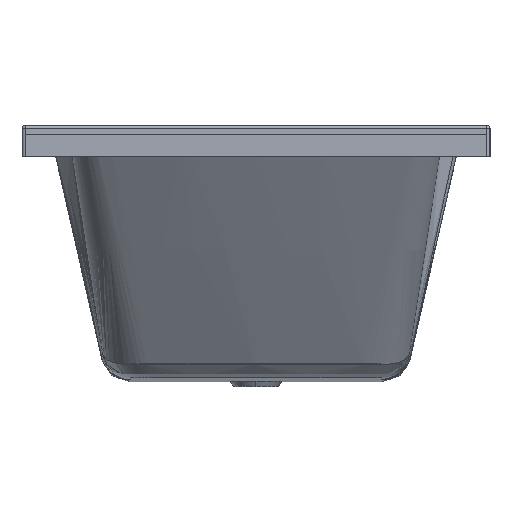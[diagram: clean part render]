
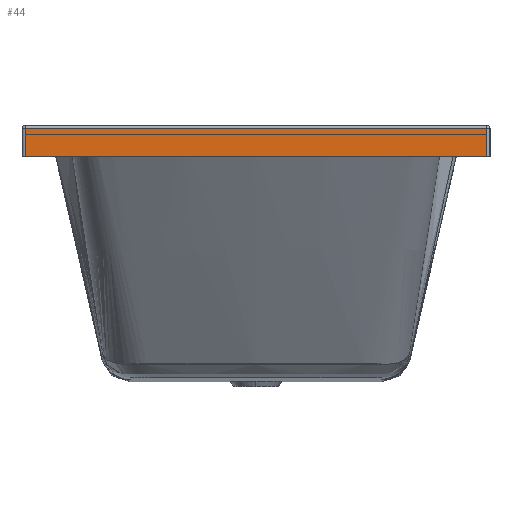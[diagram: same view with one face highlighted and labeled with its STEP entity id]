
A CAD part, left-side view. The second image highlights one B-rep face of the part: STEP entity #44.
In plain terms, the highlighted planar face has unit normal (-1, 0, 0).
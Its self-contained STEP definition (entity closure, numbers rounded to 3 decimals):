
#44=ADVANCED_FACE('',(#140),#1514,.T.);
#140=FACE_OUTER_BOUND('',#239,.T.);
#239=EDGE_LOOP('',(#447,#448,#449,#450));
#447=ORIENTED_EDGE('',*,*,#880,.F.);
#448=ORIENTED_EDGE('',*,*,#819,.T.);
#449=ORIENTED_EDGE('',*,*,#881,.F.);
#450=ORIENTED_EDGE('',*,*,#879,.F.);
#819=EDGE_CURVE('',#1357,#1356,#1075,.T.);
#879=EDGE_CURVE('',#1394,#1395,#1135,.T.);
#880=EDGE_CURVE('',#1357,#1394,#1136,.T.);
#881=EDGE_CURVE('',#1395,#1356,#1137,.T.);
#1075=B_SPLINE_CURVE_WITH_KNOTS('',1,(#11740,#11741),.UNSPECIFIED.,.F.,
 .F.,(2,2),(-740.,0.),.UNSPECIFIED.);
#1135=B_SPLINE_CURVE_WITH_KNOTS('',1,(#19582,#19583),.UNSPECIFIED.,.F.,
 .F.,(2,2),(-740.,0.),.UNSPECIFIED.);
#1136=B_SPLINE_CURVE_WITH_KNOTS('',1,(#19584,#19585),.UNSPECIFIED.,.F.,
 .F.,(2,2),(-45.,0.),.UNSPECIFIED.);
#1137=B_SPLINE_CURVE_WITH_KNOTS('',1,(#19586,#19587),.UNSPECIFIED.,.F.,
 .F.,(2,2),(-45.,0.),.UNSPECIFIED.);
#1356=VERTEX_POINT('',#11546);
#1357=VERTEX_POINT('',#11547);
#1394=VERTEX_POINT('',#11584);
#1395=VERTEX_POINT('',#11585);
#1514=PLANE('',#1675);
#1675=AXIS2_PLACEMENT_3D('',#6718,#1712,$);
#1712=DIRECTION('',(-1.,0.,0.));
#6718=CARTESIAN_POINT('',(-767.029,-643.312,-4.5));
#11546=CARTESIAN_POINT('',(-767.029,-569.312,0.));
#11547=CARTESIAN_POINT('',(-767.029,170.688,0.));
#11584=CARTESIAN_POINT('',(-767.029,170.688,45.));
#11585=CARTESIAN_POINT('',(-767.029,-569.312,45.));
#11740=CARTESIAN_POINT('',(-767.029,170.688,0.));
#11741=CARTESIAN_POINT('',(-767.029,-569.312,0.));
#19582=CARTESIAN_POINT('',(-767.029,170.688,45.));
#19583=CARTESIAN_POINT('',(-767.029,-569.312,45.));
#19584=CARTESIAN_POINT('',(-767.029,170.688,0.));
#19585=CARTESIAN_POINT('',(-767.029,170.688,45.));
#19586=CARTESIAN_POINT('',(-767.029,-569.312,45.));
#19587=CARTESIAN_POINT('',(-767.029,-569.312,0.));
